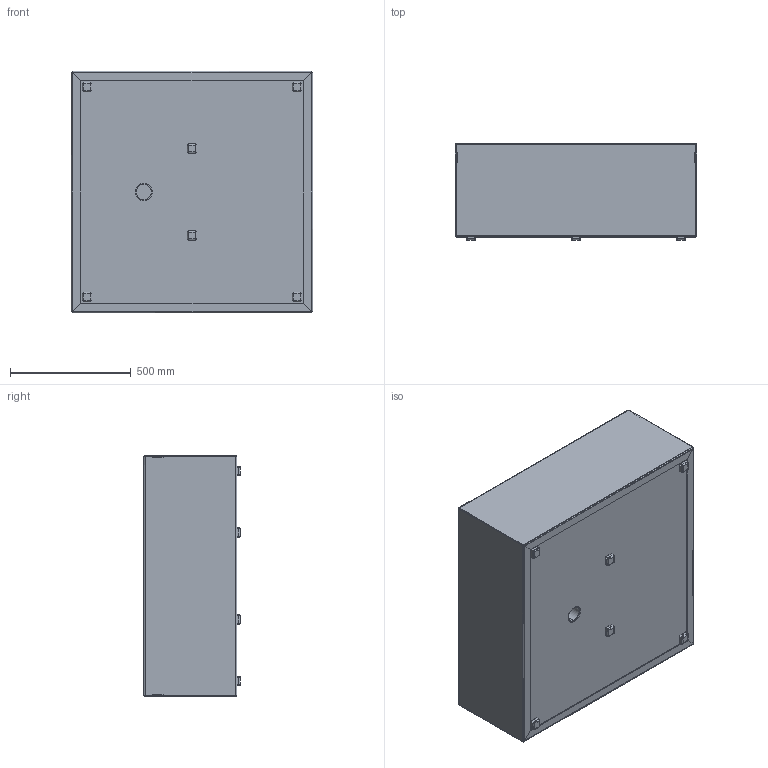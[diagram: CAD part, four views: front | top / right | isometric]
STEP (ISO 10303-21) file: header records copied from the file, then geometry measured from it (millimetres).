
FILE_DESCRIPTION (( 'STEP AP214' ), '1' );
FILE_NAME ('CB12.STEP', '2021-09-15T06:37:39', ( '' ), ( '' ), 'SwSTEP 2.0', 'SolidWorks 2021', '' );
FILE_SCHEMA (( 'AUTOMOTIVE_DESIGN' ));
Length unit declared in the file: millimetre
Products named in the file (12): CB12-Cover; CB12-pipe cover; CB12-L-_Default<As Machined>; CB12-Strip; CB12-Side; CB12-Bottom; FeetCB12; CB12 Base; CB12-pipe; Ring top; CB12; CB12 Cover
Assembly tree (25 placements, depth 3):
  CB12
    CB12 Base
      CB12-Bottom
      CB12-Side  x4
      CB12-pipe
      CB12-Strip  x4
      FeetCB12  x6
    CB12 Cover
      CB12-Cover
      Ring top
      CB12-pipe cover
      CB12-L-_Default<As Machined>  x4
Bounding box: 1000 x 400 x 1000 mm (x, y, z)
Volume: 11662085.2 mm3; surface area: 7775530.9 mm2
Topology: 23 solids, 23 shells, 506 faces, 1060 edges, 600 vertices
Faces by surface type: plane 318, cylinder 108, bspline 80
Entity records: 5681 total; most frequent: CARTESIAN_POINT 1964, ORIENTED_EDGE 658, DIRECTION 641, EDGE_CURVE 329, VECTOR 235, LINE 235, AXIS2_PLACEMENT_3D 203, VERTEX_POINT 190
